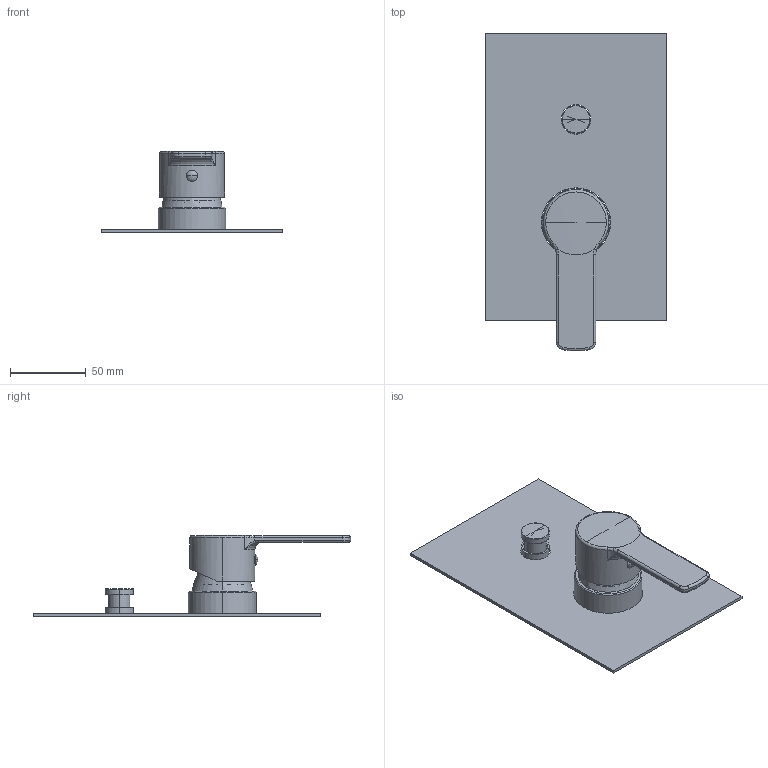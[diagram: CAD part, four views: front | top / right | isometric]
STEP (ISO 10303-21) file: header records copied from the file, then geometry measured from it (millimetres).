
FILE_DESCRIPTION((''),'2;1');
FILE_NAME('RED015CR-M','2021-11-08T13:24:34',('ut3'),('PAFFONI SpA'),'CREO PARAMETRIC BY PTC INC, 2020044','CREO PARAMETRIC BY PTC INC, 2020044','');
FILE_SCHEMA(('CONFIG_CONTROL_DESIGN','SHAPE_APPEARANCE_LAYERS_GROUPS'));
Length unit declared in the file: millimetre
Products named in the file (1): RED015CR-M
Bounding box: 120 x 209.91 x 53.83 mm (x, y, z)
Volume: 89066.1 mm3; surface area: 78743.7 mm2
Topology: 5 solids, 5 shells, 1007 faces, 2644 edges, 1654 vertices
Faces by surface type: plane 568, cylinder 244, torus 86, bspline 42, cone 41, sphere 26
Entity records: 43340 total; most frequent: CARTESIAN_POINT 11916, ORIENTED_EDGE 5272, DIRECTION 4841, EDGE_CURVE 2636, AXIS2_PLACEMENT_3D 1688, VERTEX_POINT 1654, VECTOR 1465, LINE 1465
